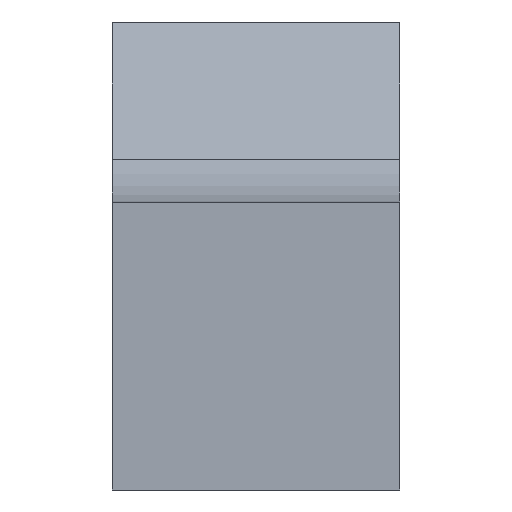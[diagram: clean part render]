
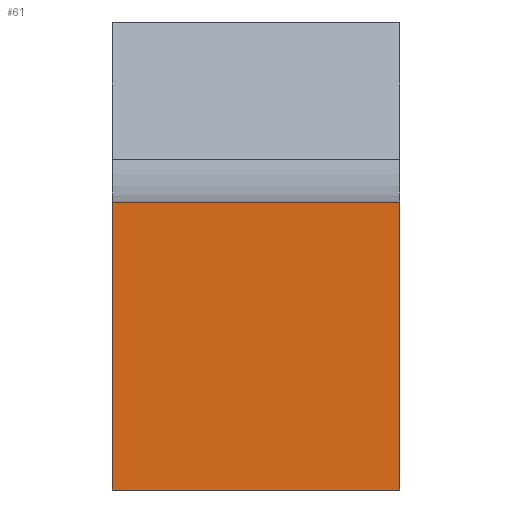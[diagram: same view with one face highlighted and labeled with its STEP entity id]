
A CAD part, left-side view. The second image highlights one B-rep face of the part: STEP entity #61.
In plain terms, the highlighted planar face has unit normal (-1, 0, 0).
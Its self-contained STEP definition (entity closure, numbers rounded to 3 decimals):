
#61 = ADVANCED_FACE ( 'NONE', ( #677 ), #261, .F. ) ;
#70 = VERTEX_POINT ( 'NONE', #1084 ) ;
#74 = CARTESIAN_POINT ( 'NONE',  ( 0., 8., 0. ) ) ;
#109 = DIRECTION ( 'NONE',  ( 0., 0., 1. ) ) ;
#129 = LINE ( 'NONE', #1167, #600 ) ;
#205 = EDGE_CURVE ( 'NONE', #502, #308, #799, .T. ) ;
#261 = PLANE ( 'NONE',  #1310 ) ;
#308 = VERTEX_POINT ( 'NONE', #1199 ) ;
#332 = VECTOR ( 'NONE', #1064, 1000. ) ;
#337 = EDGE_LOOP ( 'NONE', ( #813, #1046, #771, #738 ) ) ;
#416 = LINE ( 'NONE', #845, #870 ) ;
#458 = CARTESIAN_POINT ( 'NONE',  ( 0., 126.399, 8. ) ) ;
#497 = EDGE_CURVE ( 'NONE', #1135, #502, #416, .T. ) ;
#502 = VERTEX_POINT ( 'NONE', #557 ) ;
#557 = CARTESIAN_POINT ( 'NONE',  ( 0., 8., 8. ) ) ;
#600 = VECTOR ( 'NONE', #1160, 1000. ) ;
#677 = FACE_OUTER_BOUND ( 'NONE', #337, .T. ) ;
#705 = DIRECTION ( 'NONE',  ( 0., 0., -1. ) ) ;
#738 = ORIENTED_EDGE ( 'NONE', *, *, #1227, .T. ) ;
#771 = ORIENTED_EDGE ( 'NONE', *, *, #497, .F. ) ;
#778 = LINE ( 'NONE', #885, #332 ) ;
#799 = LINE ( 'NONE', #458, #1016 ) ;
#813 = ORIENTED_EDGE ( 'NONE', *, *, #991, .T. ) ;
#845 = CARTESIAN_POINT ( 'NONE',  ( 0., 8., 0. ) ) ;
#870 = VECTOR ( 'NONE', #109, 1000. ) ;
#885 = CARTESIAN_POINT ( 'NONE',  ( 0., 0., 0. ) ) ;
#991 = EDGE_CURVE ( 'NONE', #70, #308, #778, .T. ) ;
#1016 = VECTOR ( 'NONE', #1087, 1000. ) ;
#1046 = ORIENTED_EDGE ( 'NONE', *, *, #205, .F. ) ;
#1064 = DIRECTION ( 'NONE',  ( 0., 0., 1. ) ) ;
#1084 = CARTESIAN_POINT ( 'NONE',  ( 0., 0., 0. ) ) ;
#1087 = DIRECTION ( 'NONE',  ( 0., -1., 0. ) ) ;
#1109 = DIRECTION ( 'NONE',  ( 1., 0., 0. ) ) ;
#1135 = VERTEX_POINT ( 'NONE', #74 ) ;
#1160 = DIRECTION ( 'NONE',  ( 0., -1., 0. ) ) ;
#1167 = CARTESIAN_POINT ( 'NONE',  ( 0., 8., 0. ) ) ;
#1199 = CARTESIAN_POINT ( 'NONE',  ( 0., 0., 8. ) ) ;
#1227 = EDGE_CURVE ( 'NONE', #1135, #70, #129, .T. ) ;
#1310 = AXIS2_PLACEMENT_3D ( 'NONE', #1319, #1109, #705 ) ;
#1319 = CARTESIAN_POINT ( 'NONE',  ( 0., 8., 0. ) ) ;
